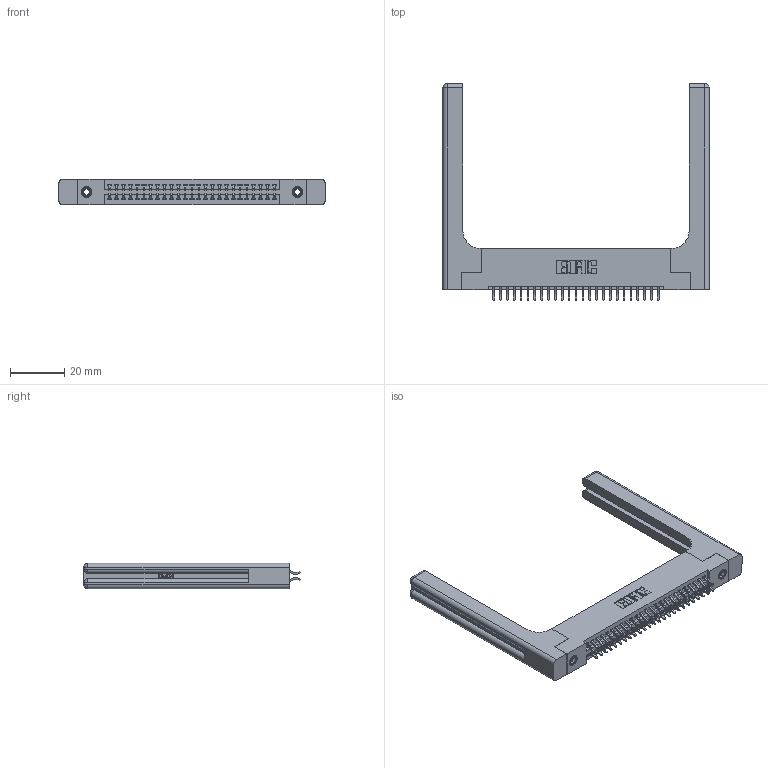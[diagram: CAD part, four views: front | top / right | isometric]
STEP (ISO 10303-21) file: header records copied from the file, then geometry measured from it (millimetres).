
FILE_DESCRIPTION (( 'STEP AP203' ), '1' );
FILE_NAME ('345-050-556-258.STEP', '2019-10-29T12:56:51', ( '' ), ( '' ), 'SwSTEP 2.0', 'SolidWorks 2016', '' );
FILE_SCHEMA (( 'CONFIG_CONTROL_DESIGN' ));
Length unit declared in the file: inch
Products named in the file (5): 345-292-001_556 Tail; 345-220-058_345-220-058; 345 Part_Flush Mounting Lugs - 0.156 Dia-TH; 345-050-556-258; 345-250-001_345-250-001-102
Assembly tree (55 placements, depth 2):
  345-050-556-258
    345 Part_Flush Mounting Lugs - 0.156 Dia-TH
    345-292-001_556 Tail  x50
    345-250-001_345-250-001-102  x2
    345-220-058_345-220-058  x2
Bounding box: 98.53 x 80.2 x 9.4 mm (x, y, z)
Volume: 17886.3 mm3; surface area: 18597.2 mm2
Topology: 55 solids, 55 shells, 3182 faces, 9357 edges, 6150 vertices
Faces by surface type: plane 2078, cylinder 1044, bspline 36, cone 12, sphere 8, torus 4
Entity records: 27306 total; most frequent: CARTESIAN_POINT 5601, ORIENTED_EDGE 4320, DIRECTION 3880, EDGE_CURVE 2160, VECTOR 1828, LINE 1828, VERTEX_POINT 1430, AXIS2_PLACEMENT_3D 1026
